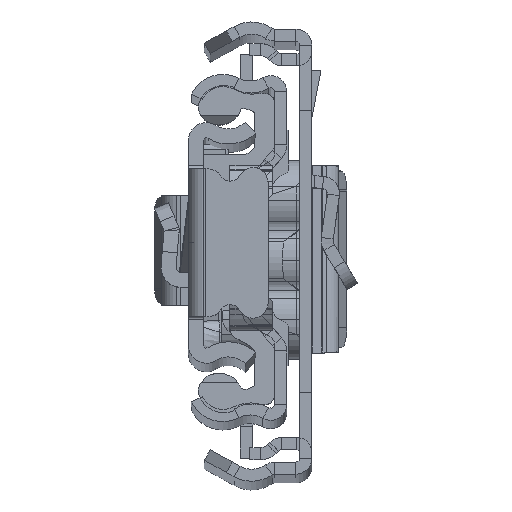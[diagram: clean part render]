
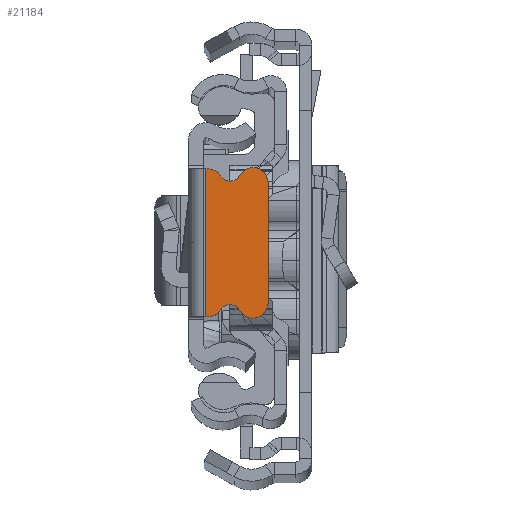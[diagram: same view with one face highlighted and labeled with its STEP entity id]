
A CAD part, top view. The second image highlights one B-rep face of the part: STEP entity #21184.
In plain terms, the highlighted planar face has unit normal (0, 0, 1).
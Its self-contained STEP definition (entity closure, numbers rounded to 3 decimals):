
#43 = CARTESIAN_POINT ( 'NONE',  ( -5.109, -6.713, 0. ) ) ;
#207 = CARTESIAN_POINT ( 'NONE',  ( -7.929, 6., 0. ) ) ;
#262 = CARTESIAN_POINT ( 'NONE',  ( -7.929, -6., 0. ) ) ;
#393 = EDGE_CURVE ( 'NONE', #24915, #23372, #23096, .T. ) ;
#1494 = VERTEX_POINT ( 'NONE', #262 ) ;
#1639 = DIRECTION ( 'NONE',  ( 1., 0., 0. ) ) ;
#1654 = DIRECTION ( 'NONE',  ( -1., 0., 0. ) ) ;
#2001 = DIRECTION ( 'NONE',  ( 0., -1., 0. ) ) ;
#2615 = CARTESIAN_POINT ( 'NONE',  ( -5.109, 6.713, 0. ) ) ;
#3723 = VERTEX_POINT ( 'NONE', #4934 ) ;
#4384 = EDGE_CURVE ( 'NONE', #3723, #23372, #17898, .T. ) ;
#4451 = VECTOR ( 'NONE', #2001, 1000. ) ;
#4603 = CARTESIAN_POINT ( 'NONE',  ( -7.929, -6., 0. ) ) ;
#4685 = DIRECTION ( 'NONE',  ( -1., 0., 0. ) ) ;
#4734 = DIRECTION ( 'NONE',  ( 0., -1., 0. ) ) ;
#4934 = CARTESIAN_POINT ( 'NONE',  ( -3.206, -6.658, 0. ) ) ;
#5270 = CIRCLE ( 'NONE', #25831, 1.1 ) ;
#6027 = ORIENTED_EDGE ( 'NONE', *, *, #26286, .T. ) ;
#6347 = AXIS2_PLACEMENT_3D ( 'NONE', #6522, #20846, #22887 ) ;
#6522 = CARTESIAN_POINT ( 'NONE',  ( -1.929, -5.87, 0. ) ) ;
#6612 = VERTEX_POINT ( 'NONE', #2615 ) ;
#7395 = ORIENTED_EDGE ( 'NONE', *, *, #7765, .F. ) ;
#7508 = DIRECTION ( 'NONE',  ( 1., 0., 0. ) ) ;
#7558 = CARTESIAN_POINT ( 'NONE',  ( 494.071, 0., 0. ) ) ;
#7765 = EDGE_CURVE ( 'NONE', #21570, #24915, #22144, .T. ) ;
#8286 = ORIENTED_EDGE ( 'NONE', *, *, #10519, .F. ) ;
#8828 = CIRCLE ( 'NONE', #21669, 1.5 ) ;
#9309 = CIRCLE ( 'NONE', #10608, 1.5 ) ;
#10032 = LINE ( 'NONE', #18212, #21702 ) ;
#10282 = CIRCLE ( 'NONE', #24470, 1.5 ) ;
#10519 = EDGE_CURVE ( 'NONE', #13975, #21570, #10032, .T. ) ;
#10593 = CARTESIAN_POINT ( 'NONE',  ( -1.929, -7.37, 0. ) ) ;
#10608 = AXIS2_PLACEMENT_3D ( 'NONE', #22316, #24199, #26089 ) ;
#11327 = EDGE_CURVE ( 'NONE', #13975, #13291, #9309, .T. ) ;
#11852 = DIRECTION ( 'NONE',  ( 0., 0., 1. ) ) ;
#11988 = CARTESIAN_POINT ( 'NONE',  ( -6.429, 6., 0. ) ) ;
#13291 = VERTEX_POINT ( 'NONE', #21154 ) ;
#13728 = PLANE ( 'NONE',  #17448 ) ;
#13742 = DIRECTION ( 'NONE',  ( 1., 0., 0. ) ) ;
#13975 = VERTEX_POINT ( 'NONE', #24583 ) ;
#14191 = ORIENTED_EDGE ( 'NONE', *, *, #393, .F. ) ;
#14785 = EDGE_CURVE ( 'NONE', #13291, #6612, #5270, .T. ) ;
#14811 = VECTOR ( 'NONE', #4734, 1000. ) ;
#14909 = VECTOR ( 'NONE', #4685, 1000. ) ;
#15041 = CARTESIAN_POINT ( 'NONE',  ( -1.929, -7.37, 0. ) ) ;
#15535 = ORIENTED_EDGE ( 'NONE', *, *, #11327, .T. ) ;
#15706 = EDGE_CURVE ( 'NONE', #6612, #25037, #8828, .T. ) ;
#15917 = EDGE_CURVE ( 'NONE', #25037, #1494, #23001, .T. ) ;
#17448 = AXIS2_PLACEMENT_3D ( 'NONE', #7558, #18014, #1639 ) ;
#17475 = EDGE_CURVE ( 'NONE', #26366, #3723, #21180, .T. ) ;
#17898 = CIRCLE ( 'NONE', #6347, 1.5 ) ;
#18014 = DIRECTION ( 'NONE',  ( 0., 0., 1. ) ) ;
#18185 = CARTESIAN_POINT ( 'NONE',  ( -1.75, -7.37, 0. ) ) ;
#18212 = CARTESIAN_POINT ( 'NONE',  ( -1.929, 7.37, 0. ) ) ;
#19061 = DIRECTION ( 'NONE',  ( 0., 0., -1. ) ) ;
#19195 = CARTESIAN_POINT ( 'NONE',  ( -4.142, -7.236, 0. ) ) ;
#19777 = DIRECTION ( 'NONE',  ( 0., 0., 1. ) ) ;
#20323 = ORIENTED_EDGE ( 'NONE', *, *, #14785, .T. ) ;
#20846 = DIRECTION ( 'NONE',  ( 0., 0., 1. ) ) ;
#21154 = CARTESIAN_POINT ( 'NONE',  ( -3.206, 6.658, 0. ) ) ;
#21180 = CIRCLE ( 'NONE', #23337, 1.1 ) ;
#21184 = ADVANCED_FACE ( 'NONE', ( #25702 ), #13728, .T. ) ;
#21204 = CARTESIAN_POINT ( 'NONE',  ( -4.142, 7.236, 0. ) ) ;
#21570 = VERTEX_POINT ( 'NONE', #25938 ) ;
#21669 = AXIS2_PLACEMENT_3D ( 'NONE', #11988, #11852, #1654 ) ;
#21702 = VECTOR ( 'NONE', #22527, 1000. ) ;
#21937 = ORIENTED_EDGE ( 'NONE', *, *, #4384, .T. ) ;
#22144 = LINE ( 'NONE', #26330, #4451 ) ;
#22316 = CARTESIAN_POINT ( 'NONE',  ( -1.929, 5.87, 0. ) ) ;
#22527 = DIRECTION ( 'NONE',  ( 1., 0., 0. ) ) ;
#22887 = DIRECTION ( 'NONE',  ( 1., 0., 0. ) ) ;
#23001 = LINE ( 'NONE', #4603, #14811 ) ;
#23096 = LINE ( 'NONE', #10593, #14909 ) ;
#23204 = ORIENTED_EDGE ( 'NONE', *, *, #17475, .T. ) ;
#23337 = AXIS2_PLACEMENT_3D ( 'NONE', #19195, #19061, #25143 ) ;
#23361 = DIRECTION ( 'NONE',  ( 0., 0., -1. ) ) ;
#23372 = VERTEX_POINT ( 'NONE', #15041 ) ;
#24074 = EDGE_LOOP ( 'NONE', ( #7395, #8286, #15535, #20323, #24350, #25283, #6027, #23204, #21937, #14191 ) ) ;
#24199 = DIRECTION ( 'NONE',  ( 0., 0., 1. ) ) ;
#24220 = CARTESIAN_POINT ( 'NONE',  ( -6.429, -6., 0. ) ) ;
#24350 = ORIENTED_EDGE ( 'NONE', *, *, #15706, .T. ) ;
#24470 = AXIS2_PLACEMENT_3D ( 'NONE', #24220, #19777, #13742 ) ;
#24583 = CARTESIAN_POINT ( 'NONE',  ( -1.929, 7.37, 0. ) ) ;
#24915 = VERTEX_POINT ( 'NONE', #18185 ) ;
#25037 = VERTEX_POINT ( 'NONE', #207 ) ;
#25143 = DIRECTION ( 'NONE',  ( -1., 0., 0. ) ) ;
#25283 = ORIENTED_EDGE ( 'NONE', *, *, #15917, .T. ) ;
#25702 = FACE_OUTER_BOUND ( 'NONE', #24074, .T. ) ;
#25831 = AXIS2_PLACEMENT_3D ( 'NONE', #21204, #23361, #7508 ) ;
#25938 = CARTESIAN_POINT ( 'NONE',  ( -1.75, 7.37, 0. ) ) ;
#26089 = DIRECTION ( 'NONE',  ( -1., 0., 0. ) ) ;
#26286 = EDGE_CURVE ( 'NONE', #1494, #26366, #10282, .T. ) ;
#26330 = CARTESIAN_POINT ( 'NONE',  ( -1.75, 0., 0. ) ) ;
#26366 = VERTEX_POINT ( 'NONE', #43 ) ;
